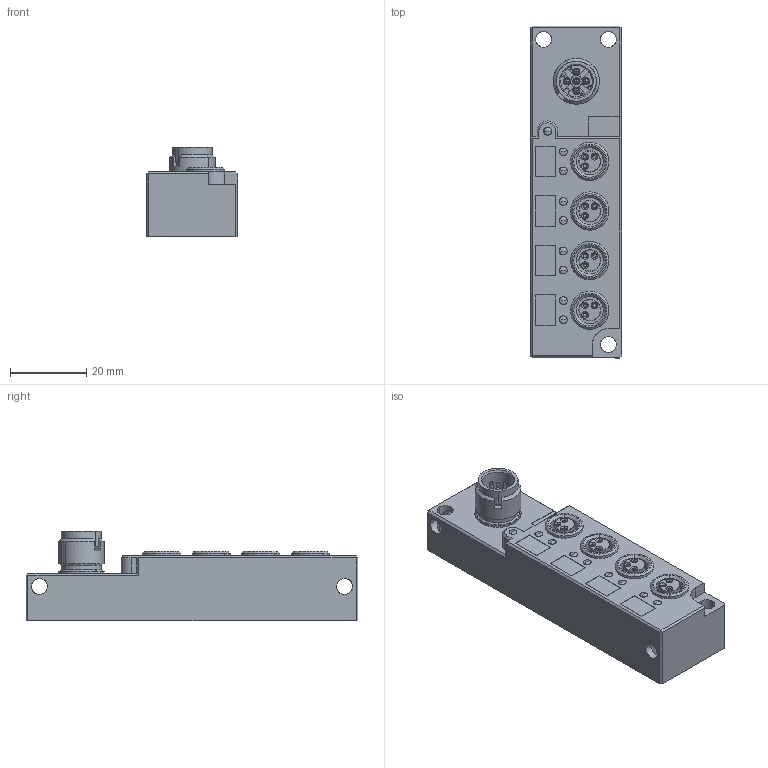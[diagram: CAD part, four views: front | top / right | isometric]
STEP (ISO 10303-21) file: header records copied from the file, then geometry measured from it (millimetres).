
FILE_DESCRIPTION(('CATIA V5 STEP Exchange','CAx-IF Rec.Pracs.--- Model Styling and Organization---1.5--- 2016-08-15','CAx-IF Rec.Pracs.---Supplemental Geometry---1.0---2011-11-01','CAx-IF Rec.Pracs.--- Composite Materials ---1.1---2010-07-15'),'2;1');
FILE_NAME ('315795-2_1', '2024-11-26T08:12:38+00:00', ('none'), ('Weidmueller'), 'CATIA Version 5-6 Release 2022 SP4 HF5', 'CATIA V5 STEP AP214 v3', 'none');
FILE_SCHEMA(('AUTOMOTIVE_DESIGN { 1 0 10303 214 1 1 1 1 }'));
Length unit declared in the file: millimetre
Products named in the file (1): 2512800000
Bounding box: 24 x 87 x 23.5 mm (x, y, z)
Volume: 31084.5 mm3; surface area: 11921.1 mm2
Topology: 1 solids, 8 shells, 1099 faces, 3000 edges, 1980 vertices
Faces by surface type: plane 412, cylinder 381, cone 184, torus 49, sphere 38, bspline 35
Entity records: 39724 total; most frequent: CARTESIAN_POINT 13473, ORIENTED_EDGE 5960, DIRECTION 3850, EDGE_CURVE 2980, VERTEX_POINT 1980, AXIS2_PLACEMENT_3D 1760, EDGE_LOOP 1210, B_SPLINE_CURVE_WITH_KNOTS 1144
